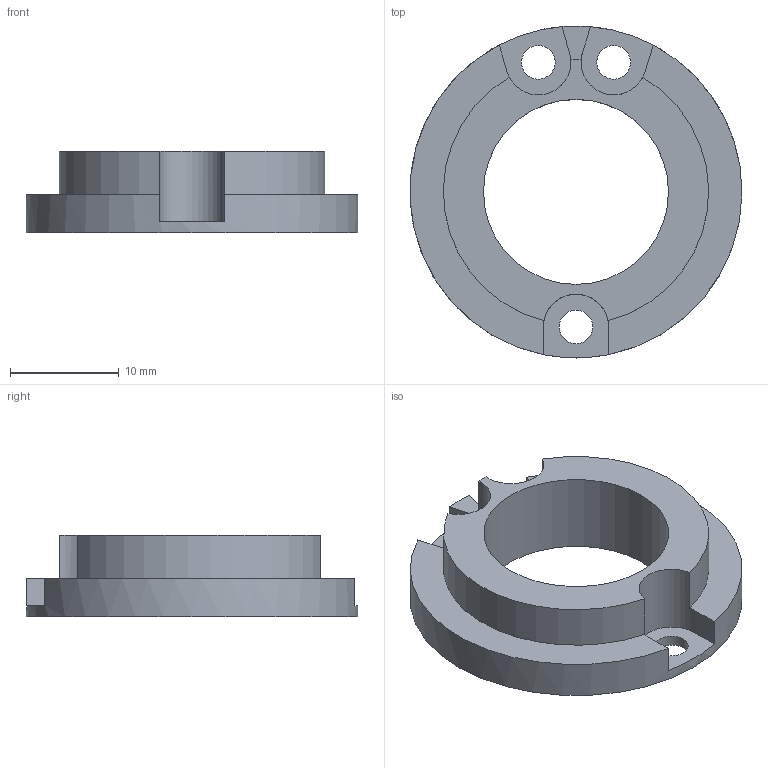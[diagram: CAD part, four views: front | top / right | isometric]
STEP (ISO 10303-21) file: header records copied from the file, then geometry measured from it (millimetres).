
FILE_DESCRIPTION(/* description */ (''),/* implementation_level */ '2;1');
FILE_NAME(/* name */ 'rotary filter barrel bottom.stp',/* time_stamp */ '2024-12-26T15:13:38-08:00',/* author */ ('yohei'),/* organization */ (''),/* preprocessor_version */ 'ST-DEVELOPER v19',/* originating_system */ 'Autodesk Inventor 2023',/* authorisation */ '');
FILE_SCHEMA (('AUTOMOTIVE_DESIGN { 1 0 10303 214 3 1 1 }'));
Length unit declared in the file: millimetre
Products named in the file (1): rotary filter barrel bottom
Bounding box: 30.5 x 30.5 x 7.5 mm (x, y, z)
Volume: 2323.2 mm3; surface area: 2125 mm2
Topology: 1 solids, 1 shells, 25 faces, 69 edges, 46 vertices
Faces by surface type: plane 14, cylinder 11
Full cylindrical faces by diameter (mm): 3.1 x3, 17 x1, 30.5 x1
Entity records: 876 total; most frequent: DIRECTION 155, CARTESIAN_POINT 141, ORIENTED_EDGE 138, EDGE_CURVE 69, AXIS2_PLACEMENT_3D 60, VERTEX_POINT 46, LINE 35, VECTOR 35
